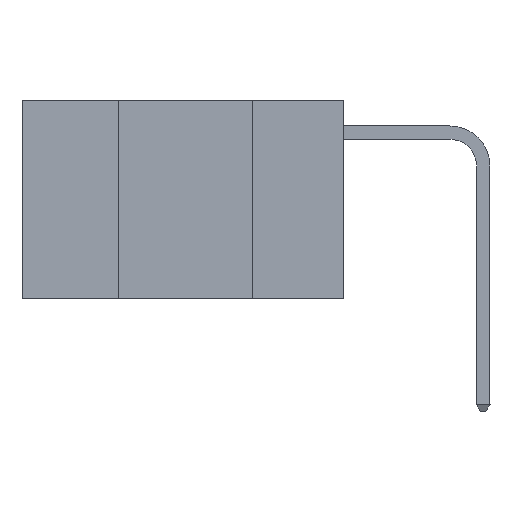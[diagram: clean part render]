
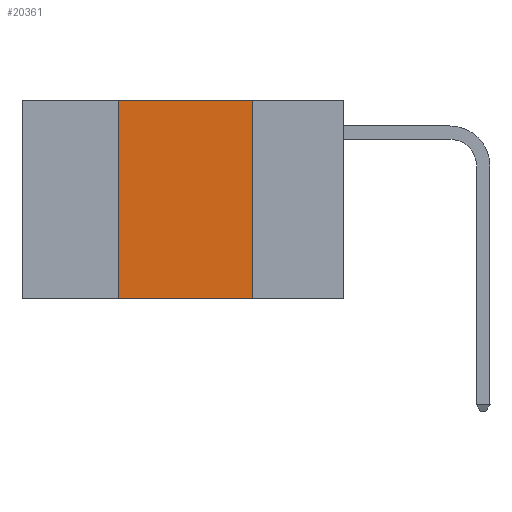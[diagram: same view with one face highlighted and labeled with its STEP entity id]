
A CAD part, left-side view. The second image highlights one B-rep face of the part: STEP entity #20361.
In plain terms, the highlighted planar face has unit normal (-1, 0, 0).
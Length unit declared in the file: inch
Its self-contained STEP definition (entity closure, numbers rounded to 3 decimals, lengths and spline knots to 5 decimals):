
#288 = LINE ( 'NONE', #9266, #9535 ) ;
#875 = VECTOR ( 'NONE', #6800, 39.37008 ) ;
#1963 = LINE ( 'NONE', #18651, #875 ) ;
#2300 = CARTESIAN_POINT ( 'NONE',  ( 0., 0.6, 0. ) ) ;
#2394 = DIRECTION ( 'NONE',  ( 0., -1., 0. ) ) ;
#2725 = VECTOR ( 'NONE', #8452, 39.37008 ) ;
#2967 = FACE_OUTER_BOUND ( 'NONE', #5957, .T. ) ;
#3061 = CARTESIAN_POINT ( 'NONE',  ( 0., 0.42, 0. ) ) ;
#4770 = CARTESIAN_POINT ( 'NONE',  ( 0., 0.17, 0. ) ) ;
#5780 = DIRECTION ( 'NONE',  ( 1., 0., 0. ) ) ;
#5957 = EDGE_LOOP ( 'NONE', ( #14126, #15101, #15218, #15461 ) ) ;
#6019 = VERTEX_POINT ( 'NONE', #3061 ) ;
#6666 = EDGE_CURVE ( 'NONE', #6019, #14635, #1963, .T. ) ;
#6682 = VERTEX_POINT ( 'NONE', #8557 ) ;
#6800 = DIRECTION ( 'NONE',  ( 0., -1., 0. ) ) ;
#6815 = CARTESIAN_POINT ( 'NONE',  ( 0., 0.42, -0.37 ) ) ;
#7307 = LINE ( 'NONE', #13503, #2725 ) ;
#8452 = DIRECTION ( 'NONE',  ( 0., 0., 1. ) ) ;
#8557 = CARTESIAN_POINT ( 'NONE',  ( 0., 0.17, -0.37 ) ) ;
#9266 = CARTESIAN_POINT ( 'NONE',  ( 0., 0.6, -0.37 ) ) ;
#9535 = VECTOR ( 'NONE', #2394, 39.37008 ) ;
#9672 = VECTOR ( 'NONE', #19915, 39.37008 ) ;
#9688 = EDGE_CURVE ( 'NONE', #14635, #6682, #18116, .T. ) ;
#9959 = AXIS2_PLACEMENT_3D ( 'NONE', #2300, #5780, #17702 ) ;
#13230 = EDGE_CURVE ( 'NONE', #19652, #6019, #7307, .T. ) ;
#13503 = CARTESIAN_POINT ( 'NONE',  ( 0., 0.42, 0. ) ) ;
#14126 = ORIENTED_EDGE ( 'NONE', *, *, #9688, .F. ) ;
#14635 = VERTEX_POINT ( 'NONE', #21354 ) ;
#15101 = ORIENTED_EDGE ( 'NONE', *, *, #6666, .F. ) ;
#15218 = ORIENTED_EDGE ( 'NONE', *, *, #13230, .F. ) ;
#15461 = ORIENTED_EDGE ( 'NONE', *, *, #18742, .T. ) ;
#17629 = PLANE ( 'NONE',  #9959 ) ;
#17702 = DIRECTION ( 'NONE',  ( 0., 0., -1. ) ) ;
#18116 = LINE ( 'NONE', #4770, #9672 ) ;
#18651 = CARTESIAN_POINT ( 'NONE',  ( 0., 0.6, 0. ) ) ;
#18742 = EDGE_CURVE ( 'NONE', #19652, #6682, #288, .T. ) ;
#19652 = VERTEX_POINT ( 'NONE', #6815 ) ;
#19915 = DIRECTION ( 'NONE',  ( 0., 0., -1. ) ) ;
#20361 = ADVANCED_FACE ( 'NONE', ( #2967 ), #17629, .F. ) ;
#21354 = CARTESIAN_POINT ( 'NONE',  ( 0., 0.17, 0. ) ) ;
